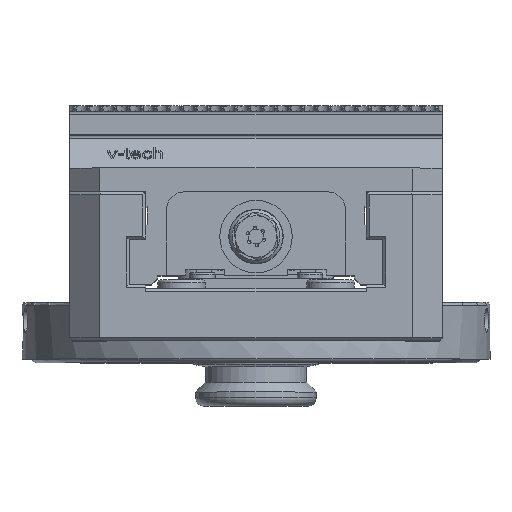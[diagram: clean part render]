
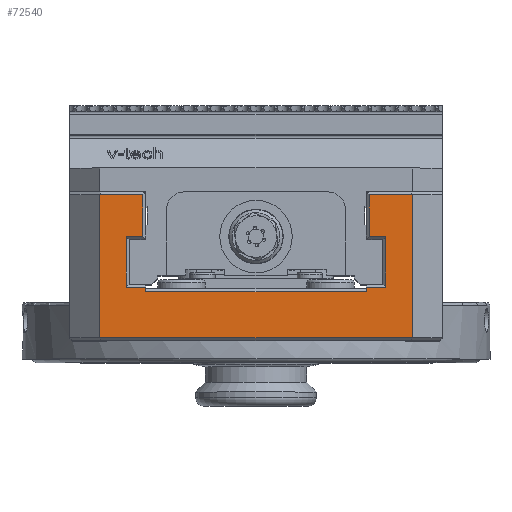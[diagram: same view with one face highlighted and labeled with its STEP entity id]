
A CAD part, top view. The second image highlights one B-rep face of the part: STEP entity #72540.
In plain terms, the highlighted planar face has unit normal (0, 0, 1).
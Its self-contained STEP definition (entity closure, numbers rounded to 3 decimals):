
#4687=PLANE('',#76904);
#7220=LINE('',#103370,#13738);
#8705=LINE('',#110149,#15223);
#8708=LINE('',#110155,#15226);
#8711=LINE('',#110161,#15229);
#8712=LINE('',#110164,#15230);
#8715=LINE('',#110170,#15233);
#8719=LINE('',#110178,#15237);
#8726=LINE('',#110191,#15244);
#8730=LINE('',#110199,#15248);
#8732=LINE('',#110204,#15250);
#8737=LINE('',#110213,#15255);
#8757=LINE('',#110253,#15275);
#8803=LINE('',#110360,#15321);
#8811=LINE('',#110374,#15329);
#8812=LINE('',#110375,#15330);
#8813=LINE('',#110376,#15331);
#13738=VECTOR('',#83505,10.);
#15223=VECTOR('',#86058,10.);
#15226=VECTOR('',#86063,10.);
#15229=VECTOR('',#86068,10.);
#15230=VECTOR('',#86071,10.);
#15233=VECTOR('',#86076,10.);
#15237=VECTOR('',#86082,10.);
#15244=VECTOR('',#86091,10.);
#15248=VECTOR('',#86097,10.);
#15250=VECTOR('',#86101,10.);
#15255=VECTOR('',#86108,10.);
#15275=VECTOR('',#86138,10.);
#15321=VECTOR('',#86238,10.);
#15329=VECTOR('',#86252,10.);
#15330=VECTOR('',#86253,10.);
#15331=VECTOR('',#86254,10.);
#21091=FACE_OUTER_BOUND('',#25114,.T.);
#25114=EDGE_LOOP('',(#53326,#53327,#53328,#53329,#53330,#53331,#53332,#53333,
#53334,#53335,#53336,#53337,#53338,#53339,#53340,#53341));
#30651=VERTEX_POINT('',#103367);
#30652=VERTEX_POINT('',#103369);
#31798=VERTEX_POINT('',#110141);
#31801=VERTEX_POINT('',#110147);
#31803=VERTEX_POINT('',#110153);
#31805=VERTEX_POINT('',#110159);
#31806=VERTEX_POINT('',#110163);
#31808=VERTEX_POINT('',#110169);
#31810=VERTEX_POINT('',#110175);
#31814=VERTEX_POINT('',#110184);
#31818=VERTEX_POINT('',#110194);
#31820=VERTEX_POINT('',#110201);
#31824=VERTEX_POINT('',#110211);
#31839=VERTEX_POINT('',#110251);
#31873=VERTEX_POINT('',#110359);
#31876=VERTEX_POINT('',#110373);
#37980=EDGE_CURVE('',#30652,#30651,#7220,.T.);
#39872=EDGE_CURVE('',#31801,#31798,#8705,.T.);
#39875=EDGE_CURVE('',#31803,#31801,#8708,.T.);
#39878=EDGE_CURVE('',#31805,#31803,#8711,.T.);
#39879=EDGE_CURVE('',#31806,#30651,#8712,.T.);
#39882=EDGE_CURVE('',#31808,#31806,#8715,.T.);
#39886=EDGE_CURVE('',#31810,#31808,#8719,.T.);
#39893=EDGE_CURVE('',#31798,#31814,#8726,.T.);
#39897=EDGE_CURVE('',#31814,#31818,#8730,.T.);
#39899=EDGE_CURVE('',#31820,#31810,#8732,.T.);
#39904=EDGE_CURVE('',#31824,#31820,#8737,.T.);
#39924=EDGE_CURVE('',#31805,#31839,#8757,.T.);
#39978=EDGE_CURVE('',#31818,#31873,#8803,.T.);
#39986=EDGE_CURVE('',#31876,#31824,#8811,.T.);
#39987=EDGE_CURVE('',#31873,#31876,#8812,.T.);
#39988=EDGE_CURVE('',#30652,#31839,#8813,.T.);
#53326=ORIENTED_EDGE('',*,*,#37980,.T.);
#53327=ORIENTED_EDGE('',*,*,#39879,.F.);
#53328=ORIENTED_EDGE('',*,*,#39882,.F.);
#53329=ORIENTED_EDGE('',*,*,#39886,.F.);
#53330=ORIENTED_EDGE('',*,*,#39899,.F.);
#53331=ORIENTED_EDGE('',*,*,#39904,.F.);
#53332=ORIENTED_EDGE('',*,*,#39986,.F.);
#53333=ORIENTED_EDGE('',*,*,#39987,.F.);
#53334=ORIENTED_EDGE('',*,*,#39978,.F.);
#53335=ORIENTED_EDGE('',*,*,#39897,.F.);
#53336=ORIENTED_EDGE('',*,*,#39893,.F.);
#53337=ORIENTED_EDGE('',*,*,#39872,.F.);
#53338=ORIENTED_EDGE('',*,*,#39875,.F.);
#53339=ORIENTED_EDGE('',*,*,#39878,.F.);
#53340=ORIENTED_EDGE('',*,*,#39924,.T.);
#53341=ORIENTED_EDGE('',*,*,#39988,.F.);
#72540=ADVANCED_FACE('',(#21091),#4687,.T.);
#76904=AXIS2_PLACEMENT_3D('',#110372,#86250,#86251);
#83505=DIRECTION('',(0.,1.,0.));
#86058=DIRECTION('',(-1.,0.,0.));
#86063=DIRECTION('',(0.,1.,0.));
#86068=DIRECTION('',(1.,0.,0.));
#86071=DIRECTION('',(1.,0.,0.));
#86076=DIRECTION('',(0.,-1.,0.));
#86082=DIRECTION('',(-1.,0.,0.));
#86091=DIRECTION('',(0.,1.,0.));
#86097=DIRECTION('',(1.,0.,0.));
#86101=DIRECTION('',(0.,-1.,0.));
#86108=DIRECTION('',(1.,0.,0.));
#86138=DIRECTION('',(0.,-1.,0.));
#86238=DIRECTION('',(0.,-1.,0.));
#86250=DIRECTION('center_axis',(0.,0.,
1.));
#86251=DIRECTION('ref_axis',(1.,0.,0.));
#86252=DIRECTION('',(0.,1.,0.));
#86253=DIRECTION('',(-1.,0.,0.));
#86254=DIRECTION('',(1.,0.,0.));
#103367=CARTESIAN_POINT('',(-37.,18.,90.));
#103369=CARTESIAN_POINT('',(-37.,16.5,90.));
#103370=CARTESIAN_POINT('',(-37.,17.5,90.));
#110141=CARTESIAN_POINT('',(38.,35.,90.));
#110147=CARTESIAN_POINT('',(43.5,35.,90.));
#110149=CARTESIAN_POINT('',(18.5,35.,90.));
#110153=CARTESIAN_POINT('',(43.5,18.,90.));
#110155=CARTESIAN_POINT('',(43.5,27.437,90.));
#110159=CARTESIAN_POINT('',(37.,18.,90.));
#110161=CARTESIAN_POINT('',(21.25,18.,90.));
#110163=CARTESIAN_POINT('',(-43.5,18.,90.));
#110164=CARTESIAN_POINT('',(-18.5,18.,90.));
#110169=CARTESIAN_POINT('',(-43.5,35.,90.));
#110170=CARTESIAN_POINT('',(-43.5,19.937,90.));
#110175=CARTESIAN_POINT('',(-38.,35.,90.));
#110178=CARTESIAN_POINT('',(-21.25,35.,90.));
#110184=CARTESIAN_POINT('',(38.,49.,90.));
#110191=CARTESIAN_POINT('',(38.,35.437,90.));
#110194=CARTESIAN_POINT('',(52.5,49.,90.));
#110199=CARTESIAN_POINT('',(31.25,49.,90.));
#110201=CARTESIAN_POINT('',(-38.,49.,90.));
#110204=CARTESIAN_POINT('',(-38.,27.437,90.));
#110211=CARTESIAN_POINT('',(-52.5,49.,90.));
#110213=CARTESIAN_POINT('',(-18.5,49.,90.));
#110251=CARTESIAN_POINT('',(37.,16.5,90.));
#110253=CARTESIAN_POINT('',(37.,19.,90.));
#110359=CARTESIAN_POINT('',(52.5,1.,90.));
#110360=CARTESIAN_POINT('',(52.5,10.437,90.));
#110372=CARTESIAN_POINT('Origin',(0.,20.874,
90.));
#110373=CARTESIAN_POINT('',(-52.5,1.,90.));
#110374=CARTESIAN_POINT('',(-52.5,35.437,90.));
#110375=CARTESIAN_POINT('',(-31.25,1.,90.));
#110376=CARTESIAN_POINT('',(18.5,16.5,90.));
